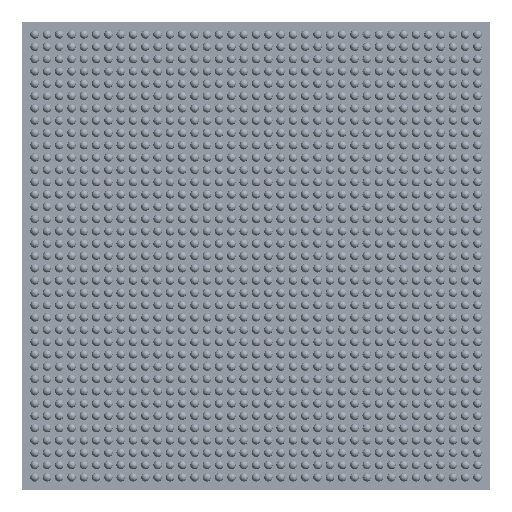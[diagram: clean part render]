
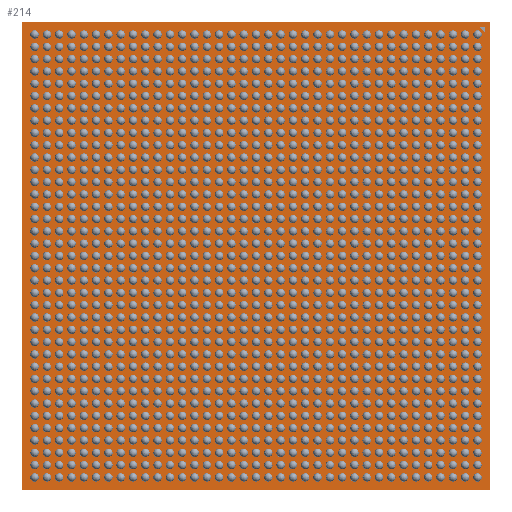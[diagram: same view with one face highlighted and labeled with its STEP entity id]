
A CAD part, front view. The second image highlights one B-rep face of the part: STEP entity #214.
In plain terms, the highlighted planar face has unit normal (0, -1, 0).
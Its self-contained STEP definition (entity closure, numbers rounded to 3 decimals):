
#15=DIRECTION('',(0.,0.,1.));
#16=VECTOR('',#15,35.);
#17=CARTESIAN_POINT('',(-17.5,0.,-17.5));
#18=LINE('',#17,#16);
#23=DIRECTION('',(1.,0.,0.));
#24=VECTOR('',#23,35.);
#25=CARTESIAN_POINT('',(-17.5,0.,17.5));
#26=LINE('',#25,#24);
#30=DIRECTION('',(0.,0.,-1.));
#31=VECTOR('',#30,35.);
#32=CARTESIAN_POINT('',(17.5,0.,17.5));
#33=LINE('',#32,#31);
#37=DIRECTION('',(-1.,0.,0.));
#38=VECTOR('',#37,35.);
#39=CARTESIAN_POINT('',(17.5,0.,-17.5));
#40=LINE('',#39,#38);
#44=DIRECTION('',(0.707,0.,-0.707));
#45=VECTOR('',#44,0.566);
#46=CARTESIAN_POINT('',(16.73,0.,17.13));
#47=LINE('',#46,#45);
#51=DIRECTION('',(0.,0.,1.));
#52=VECTOR('',#51,0.4);
#53=CARTESIAN_POINT('',(17.13,0.,16.73));
#54=LINE('',#53,#52);
#58=DIRECTION('',(-1.,0.,0.));
#59=VECTOR('',#58,0.4);
#60=CARTESIAN_POINT('',(17.13,0.,17.13));
#61=LINE('',#60,#59);
#163=CARTESIAN_POINT('',(-17.5,0.,-17.5));
#164=CARTESIAN_POINT('',(-17.5,0.,17.5));
#165=VERTEX_POINT('',#163);
#166=VERTEX_POINT('',#164);
#167=CARTESIAN_POINT('',(17.5,0.,17.5));
#168=VERTEX_POINT('',#167);
#169=CARTESIAN_POINT('',(17.5,0.,-17.5));
#170=VERTEX_POINT('',#169);
#185=CARTESIAN_POINT('',(16.73,0.,17.13));
#186=CARTESIAN_POINT('',(17.13,0.,16.73));
#187=VERTEX_POINT('',#185);
#188=VERTEX_POINT('',#186);
#189=CARTESIAN_POINT('',(17.13,0.,17.13));
#190=VERTEX_POINT('',#189);
#191=CARTESIAN_POINT('',(0.,0.,0.));
#192=DIRECTION('',(0.,1.,0.));
#193=DIRECTION('',(1.,0.,0.));
#194=AXIS2_PLACEMENT_3D('',#191,#192,#193);
#195=PLANE('',#194);
#197=ORIENTED_EDGE('',*,*,#196,.T.);
#199=ORIENTED_EDGE('',*,*,#198,.T.);
#201=ORIENTED_EDGE('',*,*,#200,.T.);
#203=ORIENTED_EDGE('',*,*,#202,.T.);
#204=EDGE_LOOP('',(#197,#199,#201,#203));
#205=FACE_OUTER_BOUND('',#204,.F.);
#207=ORIENTED_EDGE('',*,*,#206,.T.);
#209=ORIENTED_EDGE('',*,*,#208,.T.);
#211=ORIENTED_EDGE('',*,*,#210,.T.);
#212=EDGE_LOOP('',(#207,#209,#211));
#213=FACE_BOUND('',#212,.F.);
#214=ADVANCED_FACE('',(#205,#213),#195,.F.);
#196=EDGE_CURVE('',#165,#166,#18,.T.);
#198=EDGE_CURVE('',#166,#168,#26,.T.);
#200=EDGE_CURVE('',#168,#170,#33,.T.);
#202=EDGE_CURVE('',#170,#165,#40,.T.);
#206=EDGE_CURVE('',#187,#188,#47,.T.);
#208=EDGE_CURVE('',#188,#190,#54,.T.);
#210=EDGE_CURVE('',#190,#187,#61,.T.);
